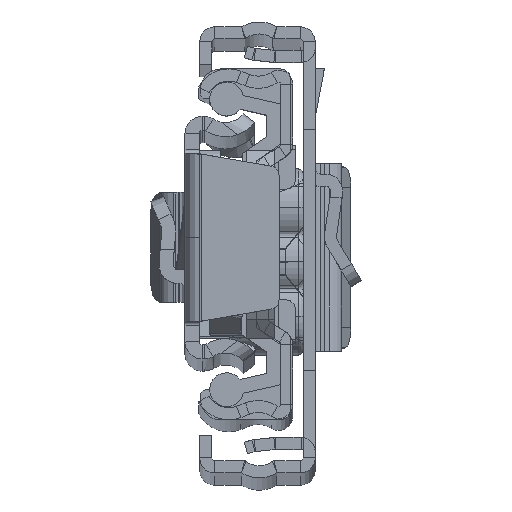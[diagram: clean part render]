
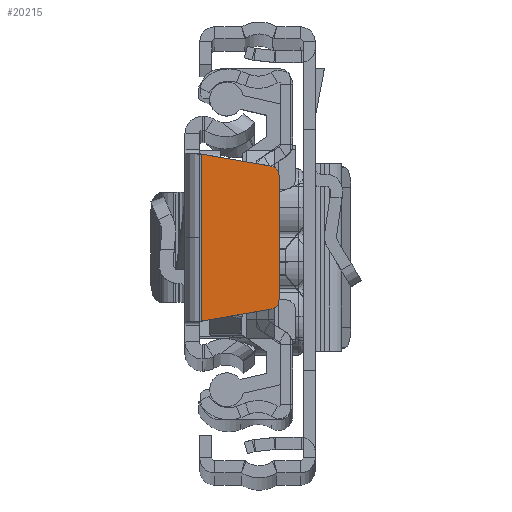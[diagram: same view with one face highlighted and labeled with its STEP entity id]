
A CAD part, top view. The second image highlights one B-rep face of the part: STEP entity #20215.
In plain terms, the highlighted planar face has unit normal (0, 0, 1).
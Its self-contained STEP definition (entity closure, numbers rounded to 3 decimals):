
#111 = LINE ( 'NONE', #12205, #16988 ) ;
#714 = AXIS2_PLACEMENT_3D ( 'NONE', #11225, #2659, #21418 ) ;
#756 = CARTESIAN_POINT ( 'NONE',  ( 8.4, -6.156, 0. ) ) ;
#822 = CARTESIAN_POINT ( 'NONE',  ( 1.6, -8.333, 0. ) ) ;
#1512 = DIRECTION ( 'NONE',  ( -0.986, 0.168, 0. ) ) ;
#2620 = DIRECTION ( 'NONE',  ( 0., 0., 1. ) ) ;
#2659 = DIRECTION ( 'NONE',  ( 0., 0., 1. ) ) ;
#2928 = ORIENTED_EDGE ( 'NONE', *, *, #11761, .T. ) ;
#3000 = CARTESIAN_POINT ( 'NONE',  ( 8.4, 6.156, 0. ) ) ;
#3684 = DIRECTION ( 'NONE',  ( 0., 1., 0. ) ) ;
#5262 = LINE ( 'NONE', #18193, #18800 ) ;
#5431 = ORIENTED_EDGE ( 'NONE', *, *, #18877, .T. ) ;
#5680 = CARTESIAN_POINT ( 'NONE',  ( 9.4, -6.156, 0. ) ) ;
#5956 = AXIS2_PLACEMENT_3D ( 'NONE', #3000, #17817, #9601 ) ;
#6859 = CIRCLE ( 'NONE', #19102, 1. ) ;
#7050 = ORIENTED_EDGE ( 'NONE', *, *, #21610, .T. ) ;
#7219 = VECTOR ( 'NONE', #16310, 1000. ) ;
#7266 = DIRECTION ( 'NONE',  ( 0.986, 0.168, 0. ) ) ;
#7994 = ORIENTED_EDGE ( 'NONE', *, *, #9461, .T. ) ;
#9338 = EDGE_CURVE ( 'NONE', #17467, #19286, #111, .T. ) ;
#9461 = EDGE_CURVE ( 'NONE', #19286, #10646, #6859, .T. ) ;
#9601 = DIRECTION ( 'NONE',  ( 1., 0., 0. ) ) ;
#9641 = EDGE_CURVE ( 'NONE', #13576, #17467, #16638, .T. ) ;
#10211 = CIRCLE ( 'NONE', #714, 1. ) ;
#10451 = EDGE_LOOP ( 'NONE', ( #17426, #12867, #7994, #5431, #7050, #2928 ) ) ;
#10646 = VERTEX_POINT ( 'NONE', #5680 ) ;
#11225 = CARTESIAN_POINT ( 'NONE',  ( 8.4, 6.156, 0. ) ) ;
#11351 = PLANE ( 'NONE',  #5956 ) ;
#11761 = EDGE_CURVE ( 'NONE', #14723, #13576, #5262, .T. ) ;
#12205 = CARTESIAN_POINT ( 'NONE',  ( 8.568, -7.142, 0. ) ) ;
#12679 = FACE_OUTER_BOUND ( 'NONE', #10451, .T. ) ;
#12867 = ORIENTED_EDGE ( 'NONE', *, *, #9338, .T. ) ;
#13576 = VERTEX_POINT ( 'NONE', #15523 ) ;
#14723 = VERTEX_POINT ( 'NONE', #20946 ) ;
#15407 = CARTESIAN_POINT ( 'NONE',  ( 9.4, 6.156, 0. ) ) ;
#15523 = CARTESIAN_POINT ( 'NONE',  ( 1.6, 8.333, 0. ) ) ;
#15610 = CARTESIAN_POINT ( 'NONE',  ( 8.568, -7.142, 0. ) ) ;
#16310 = DIRECTION ( 'NONE',  ( 0., -1., 0. ) ) ;
#16619 = VERTEX_POINT ( 'NONE', #15407 ) ;
#16638 = LINE ( 'NONE', #20077, #7219 ) ;
#16988 = VECTOR ( 'NONE', #7266, 1000. ) ;
#17426 = ORIENTED_EDGE ( 'NONE', *, *, #9641, .T. ) ;
#17467 = VERTEX_POINT ( 'NONE', #822 ) ;
#17489 = LINE ( 'NONE', #18722, #18141 ) ;
#17817 = DIRECTION ( 'NONE',  ( 0., 0., -1. ) ) ;
#18141 = VECTOR ( 'NONE', #3684, 1000. ) ;
#18193 = CARTESIAN_POINT ( 'NONE',  ( 1.5, 8.35, 0. ) ) ;
#18722 = CARTESIAN_POINT ( 'NONE',  ( 9.4, 6.156, 0. ) ) ;
#18800 = VECTOR ( 'NONE', #1512, 1000. ) ;
#18877 = EDGE_CURVE ( 'NONE', #10646, #16619, #17489, .T. ) ;
#19102 = AXIS2_PLACEMENT_3D ( 'NONE', #756, #2620, #20756 ) ;
#19286 = VERTEX_POINT ( 'NONE', #15610 ) ;
#20077 = CARTESIAN_POINT ( 'NONE',  ( 1.6, -8.333, 0. ) ) ;
#20215 = ADVANCED_FACE ( 'NONE', ( #12679 ), #11351, .F. ) ;
#20756 = DIRECTION ( 'NONE',  ( 1., 0., 0. ) ) ;
#20946 = CARTESIAN_POINT ( 'NONE',  ( 8.568, 7.142, 0. ) ) ;
#21418 = DIRECTION ( 'NONE',  ( 1., 0., 0. ) ) ;
#21610 = EDGE_CURVE ( 'NONE', #16619, #14723, #10211, .T. ) ;
